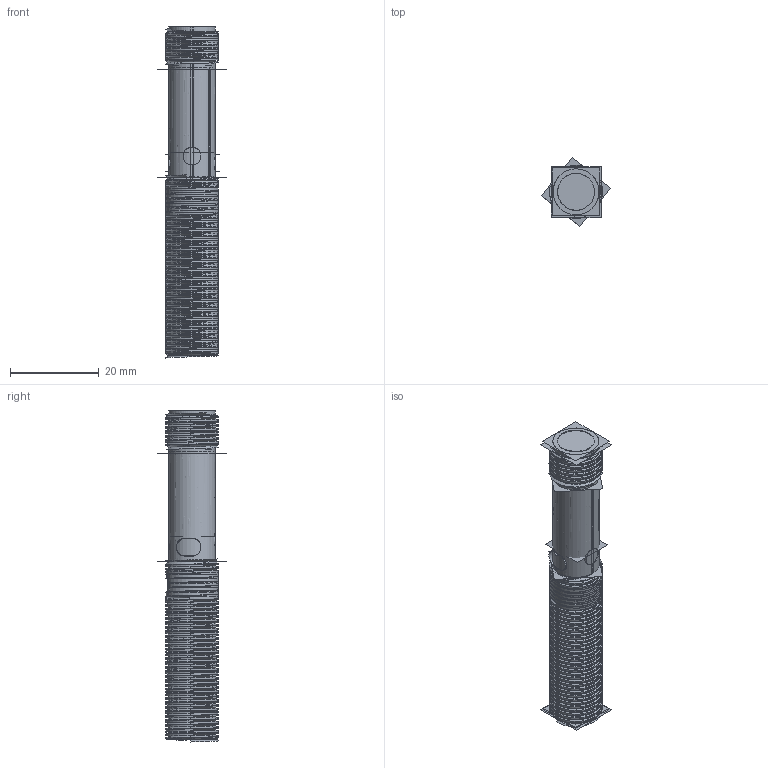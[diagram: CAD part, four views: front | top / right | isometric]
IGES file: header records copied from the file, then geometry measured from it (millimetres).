
Start section:  PTC IGES file: 137700_sm01.igs
Global section: file name: 137700_sm01.igs; native system: Creo Parametric by PTC Inc.; preprocessor: 2019292; author: PDMAdmin; organization: Unknown; date: 20220329.131255; units: millimetre
Bounding box: 15.43 x 15.43 x 74.69 mm (x, y, z)
Volume: 6519.1 mm3; surface area: 26634.7 mm2
Topology: 2 solids, 2 shells, 514 faces, 2748 edges, 3524 vertices
Faces by surface type: revolution 324, bspline 190
